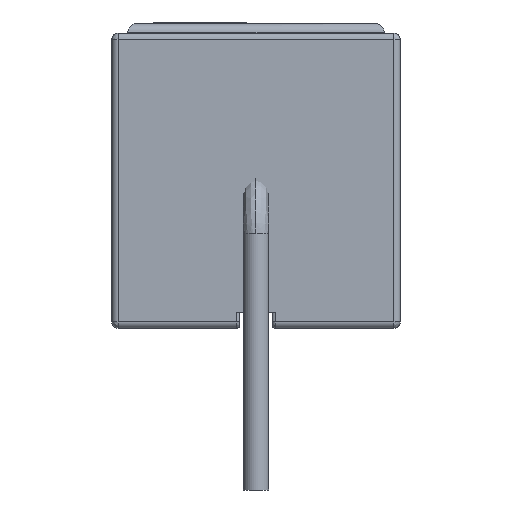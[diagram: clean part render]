
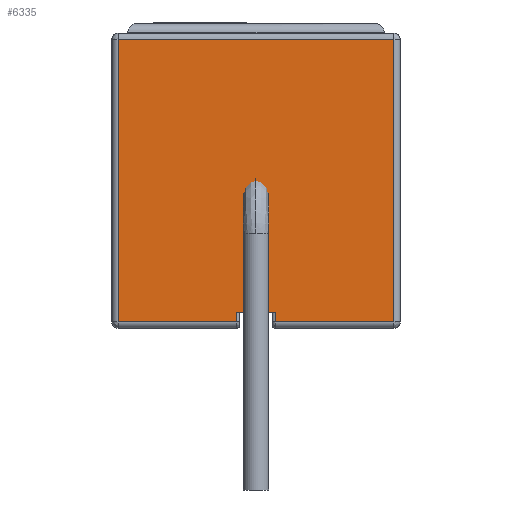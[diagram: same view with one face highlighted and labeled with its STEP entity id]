
A CAD part, left-side view. The second image highlights one B-rep face of the part: STEP entity #6335.
In plain terms, the highlighted planar face has unit normal (-1, 0, 0).
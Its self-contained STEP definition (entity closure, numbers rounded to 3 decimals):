
#11 = DIRECTION ( 'NONE',  ( 0., 1., 0. ) ) ;
#49 = ORIENTED_EDGE ( 'NONE', *, *, #3053, .F. ) ;
#77 = EDGE_CURVE ( 'NONE', #6675, #4862, #6610, .T. ) ;
#232 = CARTESIAN_POINT ( 'NONE',  ( -24., -4.5, 1. ) ) ;
#637 = LINE ( 'NONE', #1460, #2907 ) ;
#687 = CARTESIAN_POINT ( 'NONE',  ( -24., 4.3, 1.2 ) ) ;
#896 = VERTEX_POINT ( 'NONE', #6491 ) ;
#1119 = EDGE_CURVE ( 'NONE', #8474, #896, #6795, .T. ) ;
#1129 = FACE_OUTER_BOUND ( 'NONE', #1139, .T. ) ;
#1139 = EDGE_LOOP ( 'NONE', ( #1627, #7982, #49, #4901, #3375, #3924, #4831, #5569 ) ) ;
#1155 = LINE ( 'NONE', #6952, #5805 ) ;
#1240 = DIRECTION ( 'NONE',  ( 0., 0., -1. ) ) ;
#1246 = VECTOR ( 'NONE', #5169, 1000. ) ;
#1294 = LINE ( 'NONE', #1302, #6223 ) ;
#1302 = CARTESIAN_POINT ( 'NONE',  ( -24., -4.3, 1. ) ) ;
#1334 = DIRECTION ( 'NONE',  ( 0., 0., -1. ) ) ;
#1460 = CARTESIAN_POINT ( 'NONE',  ( -24., -4.5, 1.2 ) ) ;
#1509 = DIRECTION ( 'NONE',  ( 0., 0., 1. ) ) ;
#1627 = ORIENTED_EDGE ( 'NONE', *, *, #77, .F. ) ;
#1973 = LINE ( 'NONE', #7743, #1246 ) ;
#2025 = CARTESIAN_POINT ( 'NONE',  ( -24., 0.6, 1. ) ) ;
#2057 = EDGE_CURVE ( 'NONE', #5259, #8474, #1973, .T. ) ;
#2135 = VERTEX_POINT ( 'NONE', #2490 ) ;
#2158 = VERTEX_POINT ( 'NONE', #3132 ) ;
#2305 = CARTESIAN_POINT ( 'NONE',  ( -24., -0.5, 1.5 ) ) ;
#2307 = DIRECTION ( 'NONE',  ( 1., 0., 0. ) ) ;
#2490 = CARTESIAN_POINT ( 'NONE',  ( -24., -0.6, 1.2 ) ) ;
#2546 = EDGE_CURVE ( 'NONE', #896, #8544, #1294, .T. ) ;
#2907 = VECTOR ( 'NONE', #11, 1000. ) ;
#3053 = EDGE_CURVE ( 'NONE', #8544, #2135, #1155, .T. ) ;
#3068 = DIRECTION ( 'NONE',  ( 0., 1., 0. ) ) ;
#3132 = CARTESIAN_POINT ( 'NONE',  ( -24., 0.6, 1.2 ) ) ;
#3313 = EDGE_CURVE ( 'NONE', #2135, #6675, #5922, .T. ) ;
#3375 = ORIENTED_EDGE ( 'NONE', *, *, #1119, .F. ) ;
#3435 = CARTESIAN_POINT ( 'NONE',  ( -24., -0.6, 1. ) ) ;
#3514 = DIRECTION ( 'NONE',  ( 0., 0., -1. ) ) ;
#3658 = DIRECTION ( 'NONE',  ( 0., -1., 0. ) ) ;
#3924 = ORIENTED_EDGE ( 'NONE', *, *, #2057, .F. ) ;
#4180 = AXIS2_PLACEMENT_3D ( 'NONE', #232, #2307, #3514 ) ;
#4194 = VECTOR ( 'NONE', #1334, 1000. ) ;
#4567 = VECTOR ( 'NONE', #3658, 1000. ) ;
#4711 = CARTESIAN_POINT ( 'NONE',  ( -24., 0.6, 1.5 ) ) ;
#4831 = ORIENTED_EDGE ( 'NONE', *, *, #6853, .F. ) ;
#4862 = VERTEX_POINT ( 'NONE', #4711 ) ;
#4870 = VECTOR ( 'NONE', #7724, 1000. ) ;
#4901 = ORIENTED_EDGE ( 'NONE', *, *, #2546, .F. ) ;
#5169 = DIRECTION ( 'NONE',  ( 0., 0., 1. ) ) ;
#5259 = VERTEX_POINT ( 'NONE', #687 ) ;
#5373 = CARTESIAN_POINT ( 'NONE',  ( -24., -0.6, 1.5 ) ) ;
#5569 = ORIENTED_EDGE ( 'NONE', *, *, #8438, .F. ) ;
#5573 = PLANE ( 'NONE',  #4180 ) ;
#5805 = VECTOR ( 'NONE', #3068, 1000. ) ;
#5922 = LINE ( 'NONE', #3435, #6317 ) ;
#5948 = CARTESIAN_POINT ( 'NONE',  ( -24., 4.3, 10. ) ) ;
#6223 = VECTOR ( 'NONE', #1240, 1000. ) ;
#6317 = VECTOR ( 'NONE', #1509, 1000. ) ;
#6335 = ADVANCED_FACE ( 'NONE', ( #1129 ), #5573, .F. ) ;
#6491 = CARTESIAN_POINT ( 'NONE',  ( -24., -4.3, 10. ) ) ;
#6610 = LINE ( 'NONE', #2305, #4870 ) ;
#6675 = VERTEX_POINT ( 'NONE', #5373 ) ;
#6763 = LINE ( 'NONE', #2025, #4194 ) ;
#6795 = LINE ( 'NONE', #6991, #4567 ) ;
#6853 = EDGE_CURVE ( 'NONE', #2158, #5259, #637, .T. ) ;
#6952 = CARTESIAN_POINT ( 'NONE',  ( -24., -4.5, 1.2 ) ) ;
#6991 = CARTESIAN_POINT ( 'NONE',  ( -24., -4.5, 10. ) ) ;
#7724 = DIRECTION ( 'NONE',  ( 0., 1., 0. ) ) ;
#7743 = CARTESIAN_POINT ( 'NONE',  ( -24., 4.3, 1. ) ) ;
#7982 = ORIENTED_EDGE ( 'NONE', *, *, #3313, .F. ) ;
#8083 = CARTESIAN_POINT ( 'NONE',  ( -24., -4.3, 1.2 ) ) ;
#8438 = EDGE_CURVE ( 'NONE', #4862, #2158, #6763, .T. ) ;
#8474 = VERTEX_POINT ( 'NONE', #5948 ) ;
#8544 = VERTEX_POINT ( 'NONE', #8083 ) ;
